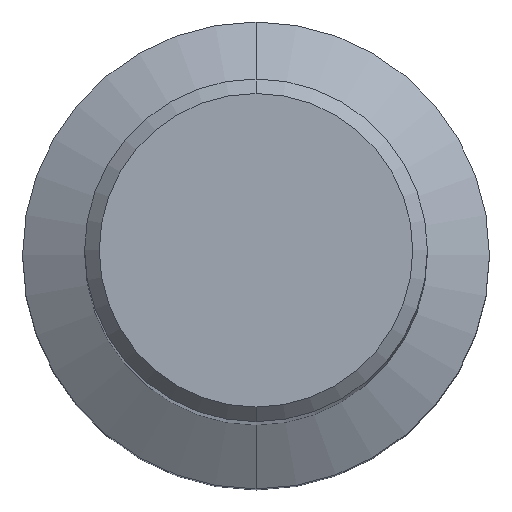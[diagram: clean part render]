
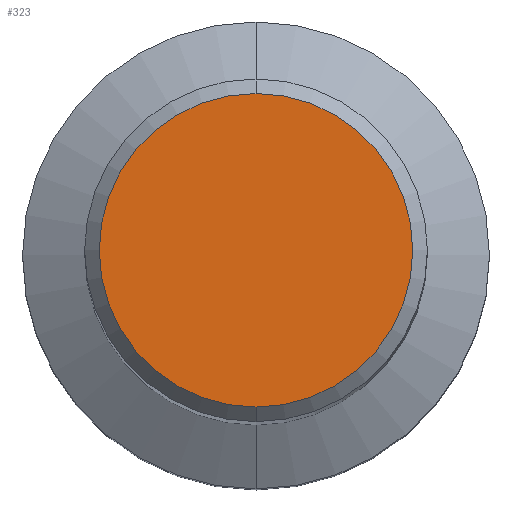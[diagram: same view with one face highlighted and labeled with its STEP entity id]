
A CAD part, top view. The second image highlights one B-rep face of the part: STEP entity #323.
In plain terms, the highlighted planar face has unit normal (0, 0, 1).
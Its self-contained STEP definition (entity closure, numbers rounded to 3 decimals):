
#245=EDGE_CURVE('',#275,#569,#636,.T.);
#275=VERTEX_POINT('',#668);
#323=ADVANCED_FACE('',(#723),#724,.T.);
#471=EDGE_CURVE('',#569,#275,#883,.T.);
#569=VERTEX_POINT('',#995);
#636=CIRCLE('',#1082,4.264);
#668=CARTESIAN_POINT('',(0.0,4.264,0.0));
#723=FACE_OUTER_BOUND('',#1211,.T.);
#724=PLANE('',#1212);
#883=CIRCLE('',#1510,4.264);
#995=CARTESIAN_POINT('',(0.,-4.264,0.0));
#1082=AXIS2_PLACEMENT_3D('',#1824,#1825,#1826);
#1211=EDGE_LOOP('',(#1948,#1949));
#1212=AXIS2_PLACEMENT_3D('',#1950,#1951,#1952);
#1510=AXIS2_PLACEMENT_3D('',#2098,#2099,#2100);
#1824=CARTESIAN_POINT('',(0.0,0.0,0.0));
#1825=DIRECTION('',(0.0,0.0,-1.0));
#1826=DIRECTION('',(0.0,1.0,0.0));
#1948=ORIENTED_EDGE('',*,*,#245,.F.);
#1949=ORIENTED_EDGE('',*,*,#471,.F.);
#1950=CARTESIAN_POINT('',(0.0,2.132,0.0));
#1951=DIRECTION('',(-0.0,0.0,1.0));
#1952=DIRECTION('',(0.0,-1.0,0.0));
#2098=CARTESIAN_POINT('',(0.0,0.0,0.0));
#2099=DIRECTION('',(0.0,0.0,-1.0));
#2100=DIRECTION('',(0.0,1.0,0.0));
